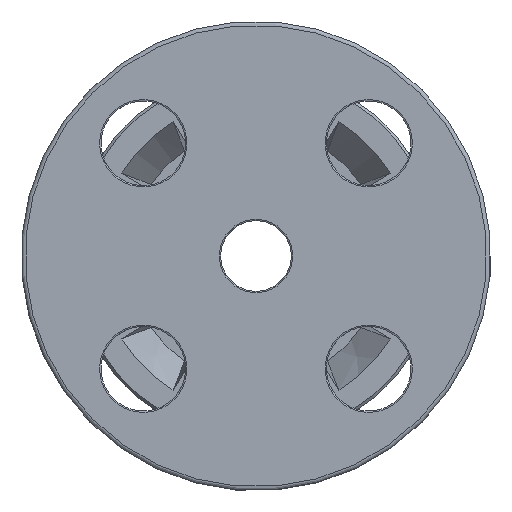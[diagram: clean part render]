
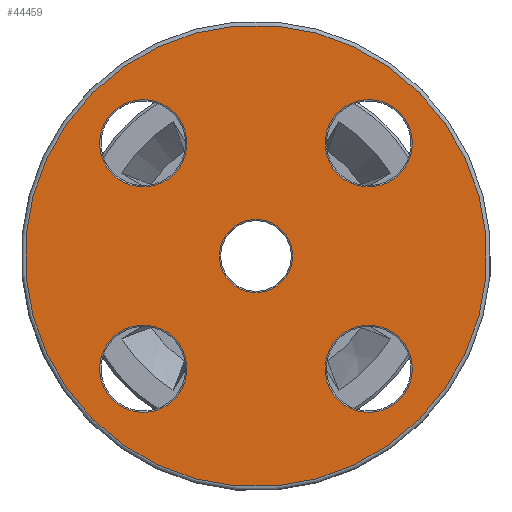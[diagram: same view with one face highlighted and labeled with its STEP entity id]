
A CAD part, front view. The second image highlights one B-rep face of the part: STEP entity #44459.
In plain terms, the highlighted planar face has unit normal (0, -1, 0).
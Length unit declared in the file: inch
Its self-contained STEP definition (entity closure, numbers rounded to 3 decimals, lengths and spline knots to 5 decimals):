
#44353=CARTESIAN_POINT('',(-1.21622,-2.005,1.21622));
#44354=VERTEX_POINT('',#44353);
#44355=CARTESIAN_POINT('',(0.,-2.005,0.));
#44356=DIRECTION('',(0.,1.0,0.));
#44357=DIRECTION('',(0.707,0.,-0.707));
#44358=AXIS2_PLACEMENT_3D('',#44355,#44356,#44357);
#44359=CIRCLE('',#44358,1.72);
#44360=EDGE_CURVE('',#44354,#44354,#44359,.T.);
#44396=CARTESIAN_POINT('',(-0.7117,-2.005,0.7117));
#44397=DIRECTION('',(0.0,-1.0,0.0));
#44398=DIRECTION('',(0.707,0.0,0.707));
#44399=AXIS2_PLACEMENT_3D('',#44396,#44397,#44398);
#44400=PLANE('',#44399);
#44401=ORIENTED_EDGE('',*,*,#44360,.F.);
#44402=EDGE_LOOP('',(#44401));
#44403=FACE_OUTER_BOUND('',#44402,.T.);
#44404=CARTESIAN_POINT('',(0.60988,-2.005,1.0695));
#44405=VERTEX_POINT('',#44404);
#44406=CARTESIAN_POINT('',(0.83969,-2.005,0.83969));
#44407=DIRECTION('',(0.,-1.0,0.));
#44408=DIRECTION('',(0.707,0.,-0.707));
#44409=AXIS2_PLACEMENT_3D('',#44406,#44407,#44408);
#44410=CIRCLE('',#44409,0.325);
#44411=EDGE_CURVE('',#44405,#44405,#44410,.T.);
#44412=ORIENTED_EDGE('',*,*,#44411,.F.);
#44413=EDGE_LOOP('',(#44412));
#44414=FACE_BOUND('',#44413,.T.);
#44415=CARTESIAN_POINT('',(1.0695,-2.005,-0.60988));
#44416=VERTEX_POINT('',#44415);
#44417=CARTESIAN_POINT('',(0.83969,-2.005,-0.83969));
#44418=DIRECTION('',(0.,-1.0,0.));
#44419=DIRECTION('',(-0.707,0.,-0.707));
#44420=AXIS2_PLACEMENT_3D('',#44417,#44418,#44419);
#44421=CIRCLE('',#44420,0.325);
#44422=EDGE_CURVE('',#44416,#44416,#44421,.T.);
#44423=ORIENTED_EDGE('',*,*,#44422,.F.);
#44424=EDGE_LOOP('',(#44423));
#44425=FACE_BOUND('',#44424,.T.);
#44426=CARTESIAN_POINT('',(-0.60988,-2.005,-1.0695));
#44427=VERTEX_POINT('',#44426);
#44428=CARTESIAN_POINT('',(-0.83969,-2.005,-0.83969));
#44429=DIRECTION('',(0.,-1.0,0.));
#44430=DIRECTION('',(-0.707,0.,0.707));
#44431=AXIS2_PLACEMENT_3D('',#44428,#44429,#44430);
#44432=CIRCLE('',#44431,0.325);
#44433=EDGE_CURVE('',#44427,#44427,#44432,.T.);
#44434=ORIENTED_EDGE('',*,*,#44433,.F.);
#44435=EDGE_LOOP('',(#44434));
#44436=FACE_BOUND('',#44435,.T.);
#44437=CARTESIAN_POINT('',(-0.19304,-2.005,0.19304));
#44438=VERTEX_POINT('',#44437);
#44439=CARTESIAN_POINT('',(0.,-2.005,0.));
#44440=DIRECTION('',(0.,-1.0,0.));
#44441=DIRECTION('',(0.707,0.,-0.707));
#44442=AXIS2_PLACEMENT_3D('',#44439,#44440,#44441);
#44443=CIRCLE('',#44442,0.273);
#44444=EDGE_CURVE('',#44438,#44438,#44443,.T.);
#44445=ORIENTED_EDGE('',*,*,#44444,.F.);
#44446=EDGE_LOOP('',(#44445));
#44447=FACE_BOUND('',#44446,.T.);
#44448=CARTESIAN_POINT('',(-1.0695,-2.005,0.60988));
#44449=VERTEX_POINT('',#44448);
#44450=CARTESIAN_POINT('',(-0.83969,-2.005,0.83969));
#44451=DIRECTION('',(0.,-1.0,0.));
#44452=DIRECTION('',(0.707,0.,0.707));
#44453=AXIS2_PLACEMENT_3D('',#44450,#44451,#44452);
#44454=CIRCLE('',#44453,0.325);
#44455=EDGE_CURVE('',#44449,#44449,#44454,.T.);
#44456=ORIENTED_EDGE('',*,*,#44455,.F.);
#44457=EDGE_LOOP('',(#44456));
#44458=FACE_BOUND('',#44457,.T.);
#44459=ADVANCED_FACE('',(#44403,#44414,#44425,#44436,#44447,#44458),#44400,.T.);
